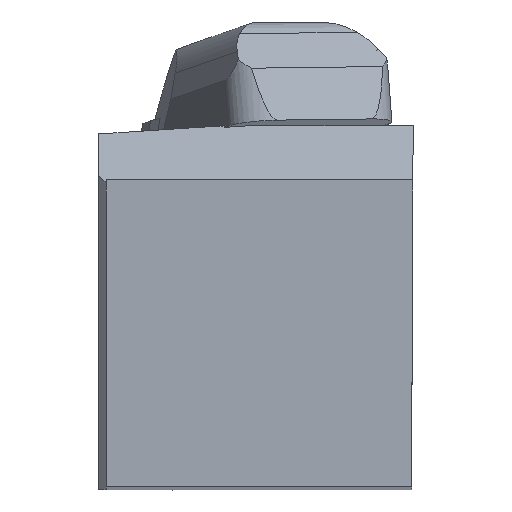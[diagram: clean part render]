
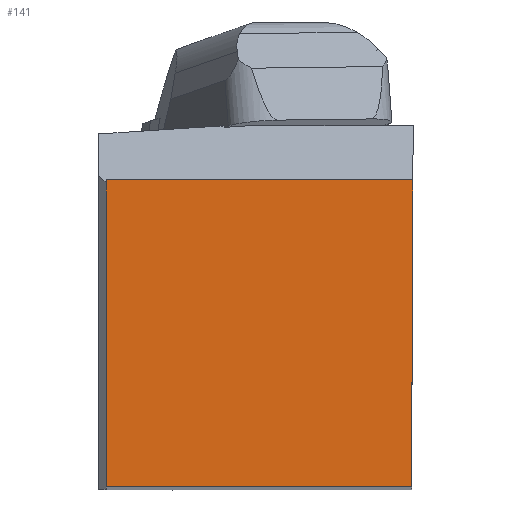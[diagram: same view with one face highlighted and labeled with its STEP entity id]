
A CAD part, top view. The second image highlights one B-rep face of the part: STEP entity #141.
In plain terms, the highlighted planar face has unit normal (0, 0, 1).
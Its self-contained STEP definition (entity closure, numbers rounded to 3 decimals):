
#141=ADVANCED_FACE('BLANK_BOXF006',(#253),#201,.F.);
#201=PLANE('',#1404);
#253=FACE_OUTER_BOUND('',#317,.T.);
#317=EDGE_LOOP('',(#477,#478,#479,#480));
#477=ORIENTED_EDGE('',*,*,#918,.F.);
#478=ORIENTED_EDGE('',*,*,#907,.F.);
#479=ORIENTED_EDGE('',*,*,#902,.F.);
#480=ORIENTED_EDGE('',*,*,#919,.F.);
#774=VERTEX_POINT('',#1999);
#775=VERTEX_POINT('',#2001);
#778=VERTEX_POINT('',#2010);
#787=VERTEX_POINT('',#2032);
#902=EDGE_CURVE('',#774,#775,#1070,.T.);
#907=EDGE_CURVE('',#775,#778,#1075,.T.);
#918=EDGE_CURVE('',#778,#787,#1085,.T.);
#919=EDGE_CURVE('',#787,#774,#1086,.T.);
#1070=LINE('',#2000,#1207);
#1075=LINE('',#2009,#1212);
#1085=LINE('',#2031,#1222);
#1086=LINE('',#2033,#1223);
#1207=VECTOR('',#1574,1.);
#1212=VECTOR('',#1581,1.);
#1222=VECTOR('',#1597,1.);
#1223=VECTOR('',#1598,1.);
#1404=AXIS2_PLACEMENT_3D('',#2034,#1599,#1600);
#1574=DIRECTION('',(-0.004,-1.,0.));
#1581=DIRECTION('',(-1.,0.,0.));
#1597=DIRECTION('',(0.,1.,0.));
#1598=DIRECTION('',(1.,0.,0.));
#1599=DIRECTION('',(0.,0.,-1.));
#1600=DIRECTION('',(-1.,0.,0.));
#1999=CARTESIAN_POINT('',(0.,24.875,0.));
#2000=CARTESIAN_POINT('',(0.604,163.348,0.));
#2001=CARTESIAN_POINT('',(-0.109,0.,0.));
#2009=CARTESIAN_POINT('',(163.35,0.,0.));
#2010=CARTESIAN_POINT('',(-24.875,0.,0.));
#2031=CARTESIAN_POINT('',(-24.875,-163.35,0.));
#2032=CARTESIAN_POINT('',(-24.875,24.875,0.));
#2033=CARTESIAN_POINT('',(-163.35,24.875,0.));
#2034=CARTESIAN_POINT('',(-34.35,-5.,0.));
